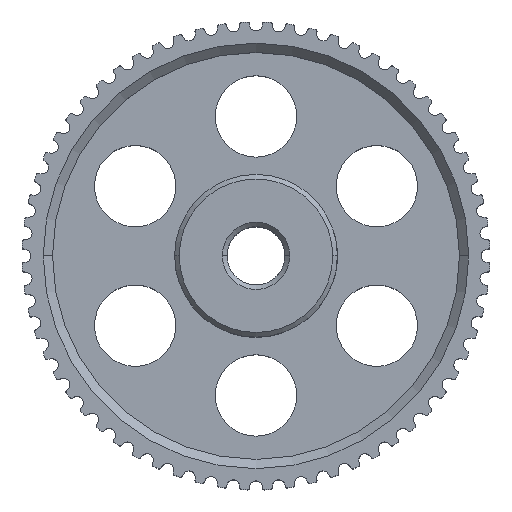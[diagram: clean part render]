
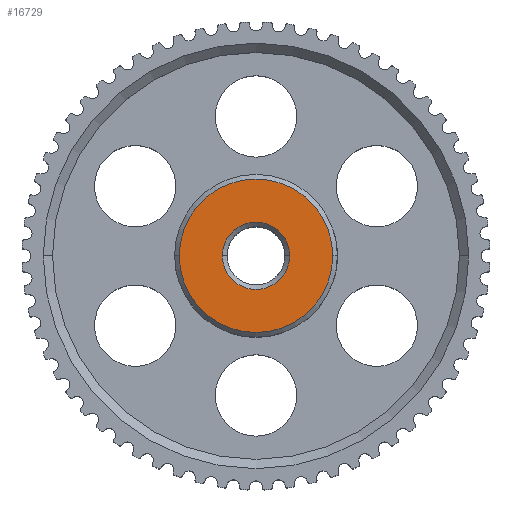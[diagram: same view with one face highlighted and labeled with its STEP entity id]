
A CAD part, top view. The second image highlights one B-rep face of the part: STEP entity #16729.
In plain terms, the highlighted planar face has unit normal (0, 0, 1).
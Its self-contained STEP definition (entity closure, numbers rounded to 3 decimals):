
#269 = VERTEX_POINT ( 'NONE', #14424 ) ;
#337 = ORIENTED_EDGE ( 'NONE', *, *, #15519, .T. ) ;
#1028 = DIRECTION ( 'NONE',  ( 1., 0., 0. ) ) ;
#1134 = AXIS2_PLACEMENT_3D ( 'NONE', #9544, #6699, #5501 ) ;
#1752 = EDGE_LOOP ( 'NONE', ( #12933, #11229 ) ) ;
#3068 = CARTESIAN_POINT ( 'NONE',  ( 13.772, 20.372, 16. ) ) ;
#3217 = VERTEX_POINT ( 'NONE', #7786 ) ;
#3261 = VERTEX_POINT ( 'NONE', #3068 ) ;
#3381 = DIRECTION ( 'NONE',  ( 0., 0., 1. ) ) ;
#3422 = AXIS2_PLACEMENT_3D ( 'NONE', #11344, #4730, #15267 ) ;
#4081 = AXIS2_PLACEMENT_3D ( 'NONE', #8623, #3381, #12604 ) ;
#4710 = VERTEX_POINT ( 'NONE', #11335 ) ;
#4730 = DIRECTION ( 'NONE',  ( 0., 0., -1. ) ) ;
#4848 = AXIS2_PLACEMENT_3D ( 'NONE', #15466, #16771, #1028 ) ;
#4886 = FACE_BOUND ( 'NONE', #1752, .T. ) ;
#5244 = CIRCLE ( 'NONE', #1134, 2.9 ) ;
#5501 = DIRECTION ( 'NONE',  ( 1., 0., 0. ) ) ;
#5820 = CIRCLE ( 'NONE', #3422, 2.9 ) ;
#6403 = EDGE_CURVE ( 'NONE', #3261, #269, #11680, .T. ) ;
#6699 = DIRECTION ( 'NONE',  ( 0., 0., -1. ) ) ;
#7211 = ORIENTED_EDGE ( 'NONE', *, *, #6403, .T. ) ;
#7311 = DIRECTION ( 'NONE',  ( 0., 0., 1. ) ) ;
#7786 = CARTESIAN_POINT ( 'NONE',  ( 17.472, 20.372, 16. ) ) ;
#8427 = PLANE ( 'NONE',  #9856 ) ;
#8623 = CARTESIAN_POINT ( 'NONE',  ( 20.372, 20.372, 16. ) ) ;
#9106 = CIRCLE ( 'NONE', #4848, 6.6 ) ;
#9544 = CARTESIAN_POINT ( 'NONE',  ( 20.372, 20.372, 16. ) ) ;
#9856 = AXIS2_PLACEMENT_3D ( 'NONE', #13854, #7311, #16523 ) ;
#11229 = ORIENTED_EDGE ( 'NONE', *, *, #15714, .T. ) ;
#11335 = CARTESIAN_POINT ( 'NONE',  ( 23.272, 20.372, 16. ) ) ;
#11344 = CARTESIAN_POINT ( 'NONE',  ( 20.372, 20.372, 16. ) ) ;
#11680 = CIRCLE ( 'NONE', #4081, 6.6 ) ;
#12604 = DIRECTION ( 'NONE',  ( 1., 0., 0. ) ) ;
#12933 = ORIENTED_EDGE ( 'NONE', *, *, #14670, .T. ) ;
#13854 = CARTESIAN_POINT ( 'NONE',  ( 30.364, 20.006, 16. ) ) ;
#14424 = CARTESIAN_POINT ( 'NONE',  ( 26.972, 20.372, 16. ) ) ;
#14670 = EDGE_CURVE ( 'NONE', #4710, #3217, #5820, .T. ) ;
#15267 = DIRECTION ( 'NONE',  ( 1., 0., 0. ) ) ;
#15466 = CARTESIAN_POINT ( 'NONE',  ( 20.372, 20.372, 16. ) ) ;
#15519 = EDGE_CURVE ( 'NONE', #269, #3261, #9106, .T. ) ;
#15714 = EDGE_CURVE ( 'NONE', #3217, #4710, #5244, .T. ) ;
#15747 = EDGE_LOOP ( 'NONE', ( #7211, #337 ) ) ;
#16523 = DIRECTION ( 'NONE',  ( 1., 0., 0. ) ) ;
#16729 = ADVANCED_FACE ( 'NONE', ( #4886, #17094 ), #8427, .T. ) ;
#16771 = DIRECTION ( 'NONE',  ( 0., 0., 1. ) ) ;
#17094 = FACE_OUTER_BOUND ( 'NONE', #15747, .T. ) ;
